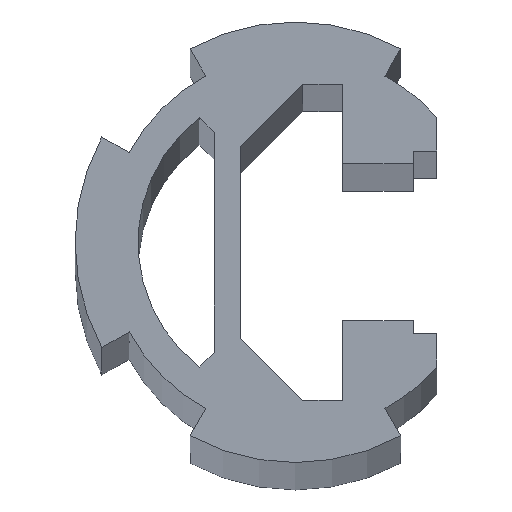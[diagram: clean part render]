
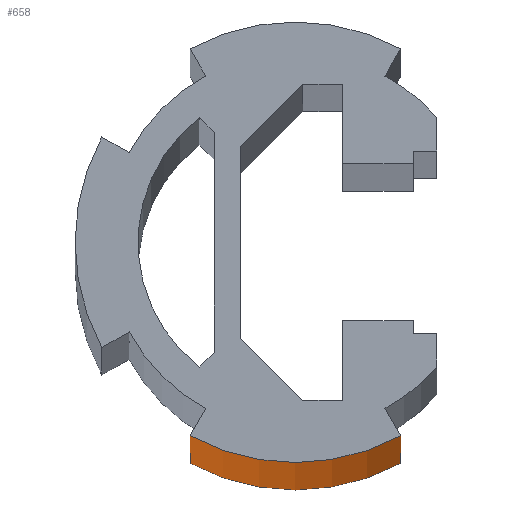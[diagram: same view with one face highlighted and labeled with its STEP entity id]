
A CAD part, top view. The second image highlights one B-rep face of the part: STEP entity #658.
In plain terms, the highlighted cylindrical face has radius 14 mm (diameter 28 mm), a partial arc.
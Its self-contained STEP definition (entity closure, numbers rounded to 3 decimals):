
#21=CIRCLE('',#699,14.);
#22=CIRCLE('',#700,14.);
#35=CYLINDRICAL_SURFACE('',#698,14.);
#50=FACE_OUTER_BOUND('',#84,.T.);
#84=EDGE_LOOP('',(#467,#468,#469,#470));
#134=LINE('',#974,#214);
#135=LINE('',#980,#215);
#214=VECTOR('',#786,1000.);
#215=VECTOR('',#793,1000.);
#289=VERTEX_POINT('',#970);
#290=VERTEX_POINT('',#972);
#291=VERTEX_POINT('',#976);
#292=VERTEX_POINT('',#978);
#362=EDGE_CURVE('',#289,#290,#134,.T.);
#363=EDGE_CURVE('',#291,#289,#21,.T.);
#364=EDGE_CURVE('',#292,#290,#22,.T.);
#365=EDGE_CURVE('',#291,#292,#135,.T.);
#467=ORIENTED_EDGE('',*,*,#363,.T.);
#468=ORIENTED_EDGE('',*,*,#362,.T.);
#469=ORIENTED_EDGE('',*,*,#364,.F.);
#470=ORIENTED_EDGE('',*,*,#365,.F.);
#658=ADVANCED_FACE('',(#50),#35,.T.);
#698=AXIS2_PLACEMENT_3D('',#975,#787,#788);
#699=AXIS2_PLACEMENT_3D('',#977,#789,#790);
#700=AXIS2_PLACEMENT_3D('',#979,#791,#792);
#786=DIRECTION('',(0.,0.,1.));
#787=DIRECTION('center_axis',(0.,0.,1.));
#788=DIRECTION('ref_axis',(-0.478,-0.878,0.));
#789=DIRECTION('center_axis',(0.,0.,1.));
#790=DIRECTION('ref_axis',(-0.478,-0.878,0.));
#791=DIRECTION('center_axis',(0.,0.,1.));
#792=DIRECTION('ref_axis',(-0.478,-0.878,0.));
#793=DIRECTION('',(0.,0.,1.));
#970=CARTESIAN_POINT('',(6.694,-12.296,0.));
#972=CARTESIAN_POINT('',(6.694,-12.296,1000.));
#974=CARTESIAN_POINT('',(6.694,-12.296,0.));
#975=CARTESIAN_POINT('Origin',(0.,0.,
0.));
#976=CARTESIAN_POINT('',(-6.694,-12.296,0.));
#977=CARTESIAN_POINT('Origin',(0.,0.,
0.));
#978=CARTESIAN_POINT('',(-6.694,-12.296,1000.));
#979=CARTESIAN_POINT('Origin',(0.,0.,
1000.));
#980=CARTESIAN_POINT('',(-6.694,-12.296,0.));
